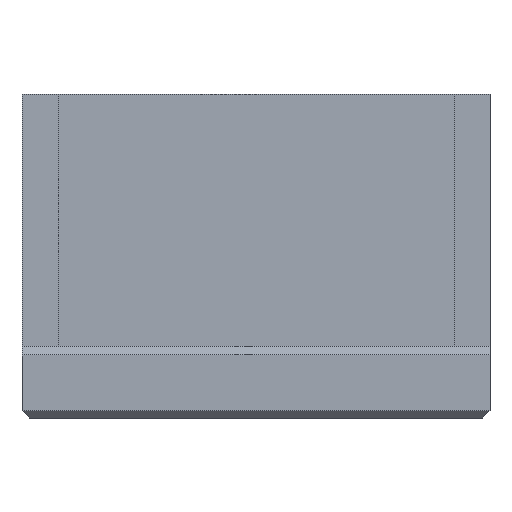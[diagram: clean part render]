
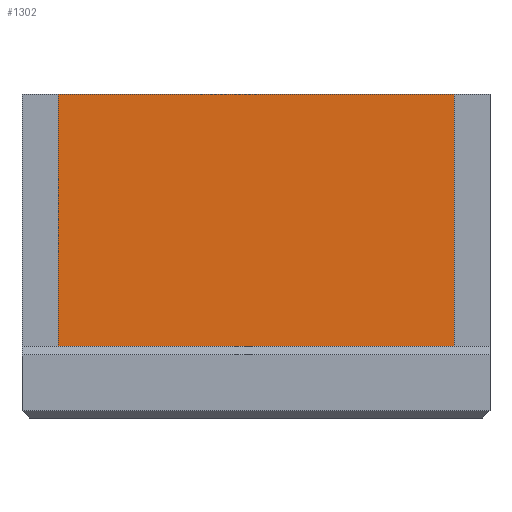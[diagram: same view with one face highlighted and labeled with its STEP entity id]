
A CAD part, front view. The second image highlights one B-rep face of the part: STEP entity #1302.
In plain terms, the highlighted planar face has unit normal (0, -1, 0).
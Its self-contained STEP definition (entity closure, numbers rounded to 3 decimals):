
#221 = PLANE('',#222);
#222 = AXIS2_PLACEMENT_3D('',#223,#224,#225);
#223 = CARTESIAN_POINT('',(5.5,1.703,9.));
#224 = DIRECTION('',(0.,0.,1.));
#225 = DIRECTION('',(1.,0.,0.));
#389 = PLANE('',#390);
#390 = AXIS2_PLACEMENT_3D('',#391,#392,#393);
#391 = CARTESIAN_POINT('',(5.5,1.703,0.));
#392 = DIRECTION('',(0.,0.,1.));
#393 = DIRECTION('',(1.,0.,0.));
#429 = VERTEX_POINT('',#430);
#430 = CARTESIAN_POINT('',(0.,2.55,9.));
#444 = PLANE('',#445);
#445 = AXIS2_PLACEMENT_3D('',#446,#447,#448);
#446 = CARTESIAN_POINT('',(0.,2.55,0.));
#447 = DIRECTION('',(1.,0.,0.));
#448 = DIRECTION('',(0.,-1.,0.));
#456 = EDGE_CURVE('',#457,#429,#459,.T.);
#457 = VERTEX_POINT('',#458);
#458 = CARTESIAN_POINT('',(11.,2.55,9.));
#459 = SURFACE_CURVE('',#460,(#464,#471),.PCURVE_S1.);
#460 = LINE('',#461,#462);
#461 = CARTESIAN_POINT('',(11.,2.55,9.));
#462 = VECTOR('',#463,1.);
#463 = DIRECTION('',(-1.,0.,0.));
#464 = PCURVE('',#221,#465);
#465 = DEFINITIONAL_REPRESENTATION('',(#466),#470);
#466 = LINE('',#467,#468);
#467 = CARTESIAN_POINT('',(5.5,0.847));
#468 = VECTOR('',#469,1.);
#469 = DIRECTION('',(-1.,0.));
#470 = ( GEOMETRIC_REPRESENTATION_CONTEXT(2) 
PARAMETRIC_REPRESENTATION_CONTEXT() REPRESENTATION_CONTEXT('2D SPACE',''
  ) );
#471 = PCURVE('',#472,#477);
#472 = PLANE('',#473);
#473 = AXIS2_PLACEMENT_3D('',#474,#475,#476);
#474 = CARTESIAN_POINT('',(11.,2.55,0.));
#475 = DIRECTION('',(0.,-1.,0.));
#476 = DIRECTION('',(-1.,0.,0.));
#477 = DEFINITIONAL_REPRESENTATION('',(#478),#482);
#478 = LINE('',#479,#480);
#479 = CARTESIAN_POINT('',(0.,-9.));
#480 = VECTOR('',#481,1.);
#481 = DIRECTION('',(1.,0.));
#482 = ( GEOMETRIC_REPRESENTATION_CONTEXT(2) 
PARAMETRIC_REPRESENTATION_CONTEXT() REPRESENTATION_CONTEXT('2D SPACE',''
  ) );
#500 = PLANE('',#501);
#501 = AXIS2_PLACEMENT_3D('',#502,#503,#504);
#502 = CARTESIAN_POINT('',(11.,2.55,0.));
#503 = DIRECTION('',(1.,0.,0.));
#504 = DIRECTION('',(0.,-1.,0.));
#1113 = EDGE_CURVE('',#1114,#1116,#1118,.T.);
#1114 = VERTEX_POINT('',#1115);
#1115 = CARTESIAN_POINT('',(11.,2.55,0.));
#1116 = VERTEX_POINT('',#1117);
#1117 = CARTESIAN_POINT('',(0.,2.55,0.));
#1118 = SURFACE_CURVE('',#1119,(#1123,#1130),.PCURVE_S1.);
#1119 = LINE('',#1120,#1121);
#1120 = CARTESIAN_POINT('',(11.,2.55,0.));
#1121 = VECTOR('',#1122,1.);
#1122 = DIRECTION('',(-1.,0.,0.));
#1123 = PCURVE('',#389,#1124);
#1124 = DEFINITIONAL_REPRESENTATION('',(#1125),#1129);
#1125 = LINE('',#1126,#1127);
#1126 = CARTESIAN_POINT('',(5.5,0.847));
#1127 = VECTOR('',#1128,1.);
#1128 = DIRECTION('',(-1.,0.));
#1129 = ( GEOMETRIC_REPRESENTATION_CONTEXT(2) 
PARAMETRIC_REPRESENTATION_CONTEXT() REPRESENTATION_CONTEXT('2D SPACE',''
  ) );
#1130 = PCURVE('',#472,#1131);
#1131 = DEFINITIONAL_REPRESENTATION('',(#1132),#1136);
#1132 = LINE('',#1133,#1134);
#1133 = CARTESIAN_POINT('',(0.,-0.));
#1134 = VECTOR('',#1135,1.);
#1135 = DIRECTION('',(1.,0.));
#1136 = ( GEOMETRIC_REPRESENTATION_CONTEXT(2) 
PARAMETRIC_REPRESENTATION_CONTEXT() REPRESENTATION_CONTEXT('2D SPACE',''
  ) );
#1208 = EDGE_CURVE('',#1116,#429,#1209,.T.);
#1209 = SURFACE_CURVE('',#1210,(#1214,#1221),.PCURVE_S1.);
#1210 = LINE('',#1211,#1212);
#1211 = CARTESIAN_POINT('',(0.,2.55,0.));
#1212 = VECTOR('',#1213,1.);
#1213 = DIRECTION('',(0.,0.,1.));
#1214 = PCURVE('',#444,#1215);
#1215 = DEFINITIONAL_REPRESENTATION('',(#1216),#1220);
#1216 = LINE('',#1217,#1218);
#1217 = CARTESIAN_POINT('',(0.,0.));
#1218 = VECTOR('',#1219,1.);
#1219 = DIRECTION('',(0.,-1.));
#1220 = ( GEOMETRIC_REPRESENTATION_CONTEXT(2) 
PARAMETRIC_REPRESENTATION_CONTEXT() REPRESENTATION_CONTEXT('2D SPACE',''
  ) );
#1221 = PCURVE('',#472,#1222);
#1222 = DEFINITIONAL_REPRESENTATION('',(#1223),#1227);
#1223 = LINE('',#1224,#1225);
#1224 = CARTESIAN_POINT('',(11.,0.));
#1225 = VECTOR('',#1226,1.);
#1226 = DIRECTION('',(0.,-1.));
#1227 = ( GEOMETRIC_REPRESENTATION_CONTEXT(2) 
PARAMETRIC_REPRESENTATION_CONTEXT() REPRESENTATION_CONTEXT('2D SPACE',''
  ) );
#1302 = ADVANCED_FACE('',(#1303),#472,.T.);
#1303 = FACE_BOUND('',#1304,.T.);
#1304 = EDGE_LOOP('',(#1305,#1326,#1327,#1328));
#1305 = ORIENTED_EDGE('',*,*,#1306,.T.);
#1306 = EDGE_CURVE('',#1114,#457,#1307,.T.);
#1307 = SURFACE_CURVE('',#1308,(#1312,#1319),.PCURVE_S1.);
#1308 = LINE('',#1309,#1310);
#1309 = CARTESIAN_POINT('',(11.,2.55,0.));
#1310 = VECTOR('',#1311,1.);
#1311 = DIRECTION('',(0.,0.,1.));
#1312 = PCURVE('',#472,#1313);
#1313 = DEFINITIONAL_REPRESENTATION('',(#1314),#1318);
#1314 = LINE('',#1315,#1316);
#1315 = CARTESIAN_POINT('',(0.,-0.));
#1316 = VECTOR('',#1317,1.);
#1317 = DIRECTION('',(0.,-1.));
#1318 = ( GEOMETRIC_REPRESENTATION_CONTEXT(2) 
PARAMETRIC_REPRESENTATION_CONTEXT() REPRESENTATION_CONTEXT('2D SPACE',''
  ) );
#1319 = PCURVE('',#500,#1320);
#1320 = DEFINITIONAL_REPRESENTATION('',(#1321),#1325);
#1321 = LINE('',#1322,#1323);
#1322 = CARTESIAN_POINT('',(0.,0.));
#1323 = VECTOR('',#1324,1.);
#1324 = DIRECTION('',(0.,-1.));
#1325 = ( GEOMETRIC_REPRESENTATION_CONTEXT(2) 
PARAMETRIC_REPRESENTATION_CONTEXT() REPRESENTATION_CONTEXT('2D SPACE',''
  ) );
#1326 = ORIENTED_EDGE('',*,*,#456,.T.);
#1327 = ORIENTED_EDGE('',*,*,#1208,.F.);
#1328 = ORIENTED_EDGE('',*,*,#1113,.F.);
